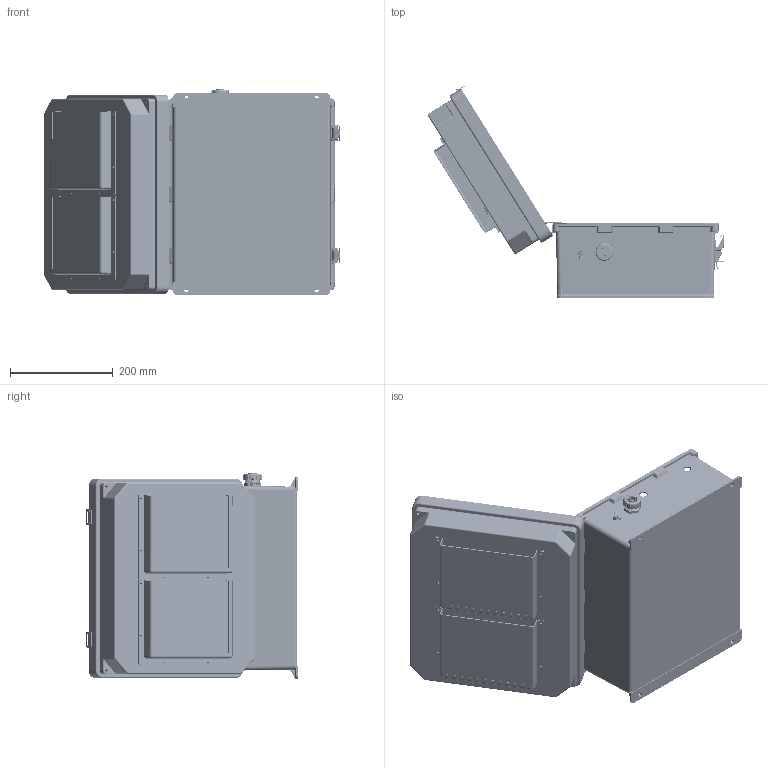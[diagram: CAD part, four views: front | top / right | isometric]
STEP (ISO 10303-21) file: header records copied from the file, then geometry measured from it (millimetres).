
FILE_DESCRIPTION (( 'STEP AP214' ), '1' );
FILE_NAME ('NBB141207-1HFS.STEP', '2015-09-22T18:06:07', ( 'L-Com' ), ( 'L-Com Global Connectivity' ), 'SwSTEP 2.0', 'SolidWorks 2014', '' );
FILE_SCHEMA (( 'AUTOMOTIVE_DESIGN' ));
Length unit declared in the file: inch
Products named in the file (27): XFS-0017; 10-32 NEMA PLATE SCREW; XMH-0010; XFN-0013; XCTB-0002; XCT-0011; XCT-0010; XF451-01; XFW-0002; XFN-0003; XCT-0005; XFS-0026; XMH-0004-1; XC-0003; XMH-0002; NB141207-DoorClasp-2; Fan Screen-120x120 ALUM; NB141207-DoorClasp-1; XFN-0002; NBB141207-Lid_Vented; XM220-01B; NB141207-Hinge; NEMA GroundWire-2; NBB141207-Box; XMH-0007; XF797-02; NBB141207-1HFS
Assembly tree (51 placements, depth 2):
  NBB141207-1HFS
    NBB141207-Box
    NB141207-Hinge  x2
    NBB141207-Lid_Vented
    NB141207-DoorClasp-1  x2
    NB141207-DoorClasp-2  x2
    XC-0003
    XFS-0026
    XCT-0005
    XFN-0003  x2
    XFW-0002
    XF451-01
    XCT-0010
    XCT-0011
    XCTB-0002
    XFN-0013  x2
    XMH-0010  x2
    10-32 NEMA PLATE SCREW  x4
    XFS-0017  x5
    XF797-02
    XMH-0007  x4
    NEMA GroundWire-2
    XM220-01B  x2
    XFN-0002  x8
    Fan Screen-120x120 ALUM  x2
    XMH-0002
    XMH-0004-1
Bounding box: 578.07 x 413.05 x 402.37 mm (x, y, z)
Volume: 2620279.4 mm3; surface area: 1693299.7 mm2
Topology: 58 solids, 59 shells, 6674 faces, 17385 edges, 10845 vertices
Faces by surface type: cylinder 2937, plane 1925, cone 1129, torus 463, bspline 192, sphere 28
Entity records: 171203 total; most frequent: CARTESIAN_POINT 47414, ORIENTED_EDGE 21742, DIRECTION 21545, EDGE_CURVE 10871, AXIS2_PLACEMENT_3D 8196, VERTEX_POINT 6807, LINE 5153, VECTOR 5153
